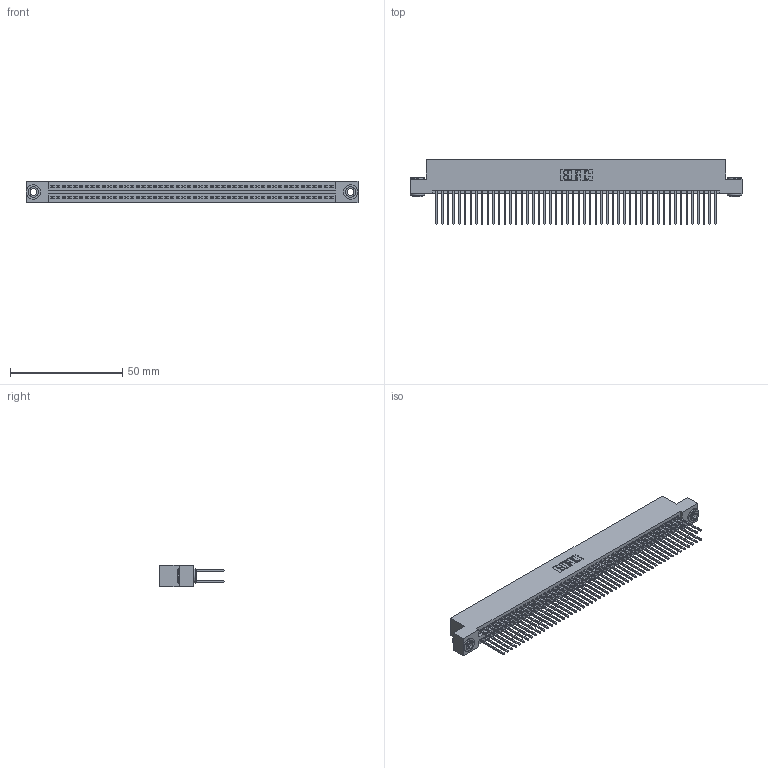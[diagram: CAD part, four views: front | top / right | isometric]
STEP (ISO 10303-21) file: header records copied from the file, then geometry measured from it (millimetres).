
FILE_DESCRIPTION (( 'STEP AP203' ), '1' );
FILE_NAME ('395-100-540-203.STEP', '2019-10-26T15:23:52', ( '' ), ( '' ), 'SwSTEP 2.0', 'SolidWorks 2016', '' );
FILE_SCHEMA (( 'CONFIG_CONTROL_DESIGN' ));
Length unit declared in the file: inch
Products named in the file (4): 345 Part_Flush Mounting Lugs - 0.156 Dia-TH; 345-292-001_345-293-140; 345-250-002_345-250-002-102; 395-100-540-203
Assembly tree (103 placements, depth 2):
  395-100-540-203
    345 Part_Flush Mounting Lugs - 0.156 Dia-TH
    345-292-001_345-293-140  x100
    345-250-002_345-250-002-102  x2
Bounding box: 148.21 x 29.13 x 9.4 mm (x, y, z)
Volume: 14869.9 mm3; surface area: 24098.9 mm2
Topology: 103 solids, 103 shells, 5164 faces, 15317 edges, 10074 vertices
Faces by surface type: plane 3390, cylinder 1766, cone 8
Entity records: 38822 total; most frequent: CARTESIAN_POINT 6475, ORIENTED_EDGE 6402, DIRECTION 5731, EDGE_CURVE 3201, LINE 2845, VECTOR 2845, VERTEX_POINT 2130, AXIS2_PLACEMENT_3D 1443
